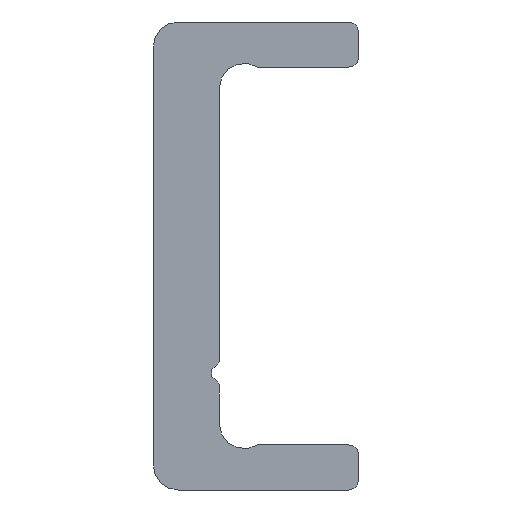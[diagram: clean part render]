
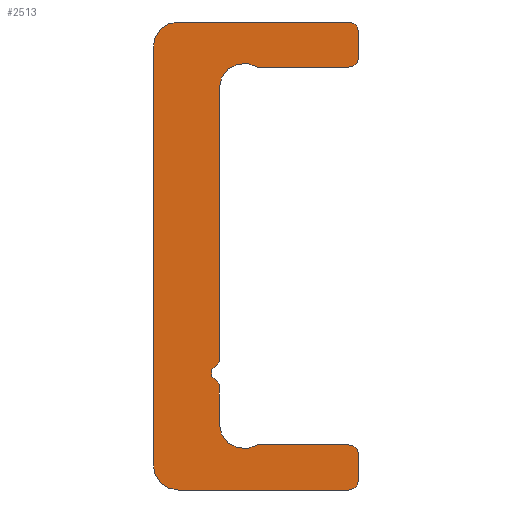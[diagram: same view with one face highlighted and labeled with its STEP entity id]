
A CAD part, left-side view. The second image highlights one B-rep face of the part: STEP entity #2513.
In plain terms, the highlighted planar face has unit normal (-1, 0, 0).
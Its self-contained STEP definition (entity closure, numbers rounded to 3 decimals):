
#1716=CARTESIAN_POINT('',(0.0,-6.15,-13.4));
#1717=VERTEX_POINT('',#1716);
#1724=CARTESIAN_POINT('',(0.0,-5.55,-14.));
#1725=VERTEX_POINT('',#1724);
#1726=CARTESIAN_POINT('',(0.0,-5.55,-13.4));
#1727=DIRECTION('',(1.0,0.0,0.0));
#1728=DIRECTION('',(0.0,-1.0,0.0));
#1729=AXIS2_PLACEMENT_3D('',#1726,#1727,#1728);
#1730=CIRCLE('',#1729,0.6);
#1731=EDGE_CURVE('',#1717,#1725,#1730,.T.);
#1755=CARTESIAN_POINT('',(0.0,-6.15,-11.9));
#1756=VERTEX_POINT('',#1755);
#1763=CARTESIAN_POINT('',(0.0,-6.15,-11.9));
#1764=DIRECTION('',(0.0,0.0,-1.0));
#1765=VECTOR('',#1764,1.5);
#1766=LINE('',#1763,#1765);
#1767=EDGE_CURVE('',#1756,#1717,#1766,.T.);
#1787=CARTESIAN_POINT('',(0.0,-5.55,-11.3));
#1788=VERTEX_POINT('',#1787);
#1795=CARTESIAN_POINT('',(0.0,-5.55,-11.9));
#1796=DIRECTION('',(1.0,0.0,0.0));
#1797=DIRECTION('',(0.0,0.0,1.0));
#1798=AXIS2_PLACEMENT_3D('',#1795,#1796,#1797);
#1799=CIRCLE('',#1798,0.6);
#1800=EDGE_CURVE('',#1788,#1756,#1799,.T.);
#1819=CARTESIAN_POINT('',(0.0,-0.098,-11.3));
#1820=VERTEX_POINT('',#1819);
#1827=CARTESIAN_POINT('',(0.0,-0.098,-11.3));
#1828=DIRECTION('',(0.0,-1.0,0.0));
#1829=VECTOR('',#1828,5.452);
#1830=LINE('',#1827,#1829);
#1831=EDGE_CURVE('',#1820,#1788,#1830,.T.);
#1851=CARTESIAN_POINT('',(0.0,2.2,-10.03));
#1852=VERTEX_POINT('',#1851);
#1859=CARTESIAN_POINT('',(0.0,0.7,-10.03));
#1860=DIRECTION('',(-1.0,0.0,0.0));
#1861=DIRECTION('',(0.0,0.532,0.847));
#1862=AXIS2_PLACEMENT_3D('',#1859,#1860,#1861);
#1863=CIRCLE('',#1862,1.5);
#1864=EDGE_CURVE('',#1852,#1820,#1863,.T.);
#1883=CARTESIAN_POINT('',(0.0,2.2,-7.707));
#1884=VERTEX_POINT('',#1883);
#1891=CARTESIAN_POINT('',(0.0,2.2,-7.707));
#1892=DIRECTION('',(0.0,0.0,-1.0));
#1893=VECTOR('',#1892,2.323);
#1894=LINE('',#1891,#1893);
#1895=EDGE_CURVE('',#1884,#1852,#1894,.T.);
#1915=CARTESIAN_POINT('',(0.0,2.367,-7.471));
#1916=VERTEX_POINT('',#1915);
#1923=CARTESIAN_POINT('',(0.0,2.45,-7.707));
#1924=DIRECTION('',(1.0,0.0,0.0));
#1925=DIRECTION('',(0.0,-0.333,0.943));
#1926=AXIS2_PLACEMENT_3D('',#1923,#1924,#1925);
#1927=CIRCLE('',#1926,0.25);
#1928=EDGE_CURVE('',#1916,#1884,#1927,.T.);
#1948=CARTESIAN_POINT('',(0.0,2.367,-6.529));
#1949=VERTEX_POINT('',#1948);
#1956=CARTESIAN_POINT('',(0.0,2.2,-7.));
#1957=DIRECTION('',(-1.0,0.0,0.0));
#1958=DIRECTION('',(0.0,-0.333,0.943));
#1959=AXIS2_PLACEMENT_3D('',#1956,#1957,#1958);
#1960=CIRCLE('',#1959,0.5);
#1961=EDGE_CURVE('',#1949,#1916,#1960,.T.);
#1981=CARTESIAN_POINT('',(0.0,2.2,-6.293));
#1982=VERTEX_POINT('',#1981);
#1989=CARTESIAN_POINT('',(0.0,2.45,-6.293));
#1990=DIRECTION('',(1.0,0.0,0.0));
#1991=DIRECTION('',(0.0,-1.0,0.0));
#1992=AXIS2_PLACEMENT_3D('',#1989,#1990,#1991);
#1993=CIRCLE('',#1992,0.25);
#1994=EDGE_CURVE('',#1982,#1949,#1993,.T.);
#2013=CARTESIAN_POINT('',(0.0,2.2,10.03));
#2014=VERTEX_POINT('',#2013);
#2021=CARTESIAN_POINT('',(0.0,2.2,10.03));
#2022=DIRECTION('',(0.0,0.0,-1.0));
#2023=VECTOR('',#2022,16.323);
#2024=LINE('',#2021,#2023);
#2025=EDGE_CURVE('',#2014,#1982,#2024,.T.);
#2117=CARTESIAN_POINT('',(0.0,-0.098,11.3));
#2118=VERTEX_POINT('',#2117);
#2125=CARTESIAN_POINT('',(0.0,0.7,10.03));
#2126=DIRECTION('',(-1.0,0.0,0.0));
#2127=DIRECTION('',(0.0,-1.0,0.0));
#2128=AXIS2_PLACEMENT_3D('',#2125,#2126,#2127);
#2129=CIRCLE('',#2128,1.5);
#2130=EDGE_CURVE('',#2118,#2014,#2129,.T.);
#2149=CARTESIAN_POINT('',(0.0,-5.55,11.3));
#2150=VERTEX_POINT('',#2149);
#2157=CARTESIAN_POINT('',(0.0,-5.55,11.3));
#2158=DIRECTION('',(0.0,1.0,0.0));
#2159=VECTOR('',#2158,5.452);
#2160=LINE('',#2157,#2159);
#2161=EDGE_CURVE('',#2150,#2118,#2160,.T.);
#2181=CARTESIAN_POINT('',(0.0,-6.15,11.9));
#2182=VERTEX_POINT('',#2181);
#2189=CARTESIAN_POINT('',(0.0,-5.55,11.9));
#2190=DIRECTION('',(1.0,0.0,0.0));
#2191=DIRECTION('',(0.0,-1.0,0.0));
#2192=AXIS2_PLACEMENT_3D('',#2189,#2190,#2191);
#2193=CIRCLE('',#2192,0.6);
#2194=EDGE_CURVE('',#2182,#2150,#2193,.T.);
#2213=CARTESIAN_POINT('',(0.0,-6.15,13.4));
#2214=VERTEX_POINT('',#2213);
#2221=CARTESIAN_POINT('',(0.0,-6.15,13.4));
#2222=DIRECTION('',(0.0,0.0,-1.0));
#2223=VECTOR('',#2222,1.5);
#2224=LINE('',#2221,#2223);
#2225=EDGE_CURVE('',#2214,#2182,#2224,.T.);
#2245=CARTESIAN_POINT('',(0.0,-5.55,14.));
#2246=VERTEX_POINT('',#2245);
#2253=CARTESIAN_POINT('',(0.0,-5.55,13.4));
#2254=DIRECTION('',(1.0,0.0,0.0));
#2255=DIRECTION('',(0.0,0.0,1.0));
#2256=AXIS2_PLACEMENT_3D('',#2253,#2254,#2255);
#2257=CIRCLE('',#2256,0.6);
#2258=EDGE_CURVE('',#2246,#2214,#2257,.T.);
#2277=CARTESIAN_POINT('',(0.0,4.65,14.));
#2278=VERTEX_POINT('',#2277);
#2285=CARTESIAN_POINT('',(0.0,4.65,14.));
#2286=DIRECTION('',(0.0,-1.0,0.0));
#2287=VECTOR('',#2286,10.2);
#2288=LINE('',#2285,#2287);
#2289=EDGE_CURVE('',#2278,#2246,#2288,.T.);
#2309=CARTESIAN_POINT('',(0.0,6.15,12.5));
#2310=VERTEX_POINT('',#2309);
#2317=CARTESIAN_POINT('',(0.0,4.65,12.5));
#2318=DIRECTION('',(1.0,0.0,0.0));
#2319=DIRECTION('',(0.0,1.0,0.0));
#2320=AXIS2_PLACEMENT_3D('',#2317,#2318,#2319);
#2321=CIRCLE('',#2320,1.5);
#2322=EDGE_CURVE('',#2310,#2278,#2321,.T.);
#2341=CARTESIAN_POINT('',(0.0,6.15,-12.5));
#2342=VERTEX_POINT('',#2341);
#2349=CARTESIAN_POINT('',(0.0,6.15,-12.5));
#2350=DIRECTION('',(0.0,0.0,1.0));
#2351=VECTOR('',#2350,25.);
#2352=LINE('',#2349,#2351);
#2353=EDGE_CURVE('',#2342,#2310,#2352,.T.);
#2445=CARTESIAN_POINT('',(0.0,4.65,-14.));
#2446=VERTEX_POINT('',#2445);
#2453=CARTESIAN_POINT('',(0.0,4.65,-12.5));
#2454=DIRECTION('',(1.0,0.0,0.0));
#2455=DIRECTION('',(0.0,0.0,-1.0));
#2456=AXIS2_PLACEMENT_3D('',#2453,#2454,#2455);
#2457=CIRCLE('',#2456,1.5);
#2458=EDGE_CURVE('',#2446,#2342,#2457,.T.);
#2476=CARTESIAN_POINT('',(0.0,-5.55,-14.));
#2477=DIRECTION('',(0.0,1.0,0.0));
#2478=VECTOR('',#2477,10.2);
#2479=LINE('',#2476,#2478);
#2480=EDGE_CURVE('',#1725,#2446,#2479,.T.);
#2486=CARTESIAN_POINT('',(0.0,1.616,-0.032));
#2487=DIRECTION('',(1.0,0.0,0.0));
#2488=DIRECTION('',(0.0,0.0,-1.0));
#2489=AXIS2_PLACEMENT_3D('',#2486,#2487,#2488);
#2490=PLANE('',#2489);
#2491=ORIENTED_EDGE('',*,*,#2480,.F.);
#2492=ORIENTED_EDGE('',*,*,#1731,.F.);
#2493=ORIENTED_EDGE('',*,*,#1767,.F.);
#2494=ORIENTED_EDGE('',*,*,#1800,.F.);
#2495=ORIENTED_EDGE('',*,*,#1831,.F.);
#2496=ORIENTED_EDGE('',*,*,#1864,.F.);
#2497=ORIENTED_EDGE('',*,*,#1895,.F.);
#2498=ORIENTED_EDGE('',*,*,#1928,.F.);
#2499=ORIENTED_EDGE('',*,*,#1961,.F.);
#2500=ORIENTED_EDGE('',*,*,#1994,.F.);
#2501=ORIENTED_EDGE('',*,*,#2025,.F.);
#2502=ORIENTED_EDGE('',*,*,#2130,.F.);
#2503=ORIENTED_EDGE('',*,*,#2161,.F.);
#2504=ORIENTED_EDGE('',*,*,#2194,.F.);
#2505=ORIENTED_EDGE('',*,*,#2225,.F.);
#2506=ORIENTED_EDGE('',*,*,#2258,.F.);
#2507=ORIENTED_EDGE('',*,*,#2289,.F.);
#2508=ORIENTED_EDGE('',*,*,#2322,.F.);
#2509=ORIENTED_EDGE('',*,*,#2353,.F.);
#2510=ORIENTED_EDGE('',*,*,#2458,.F.);
#2511=EDGE_LOOP('',(#2491,#2492,#2493,#2494,#2495,#2496,#2497,#2498,#2499,#2500,#2501,#2502,#2503,#2504,#2505,#2506,#2507,#2508,#2509,#2510));
#2512=FACE_OUTER_BOUND('',#2511,.T.);
#2513=ADVANCED_FACE('',(#2512),#2490,.F.);
